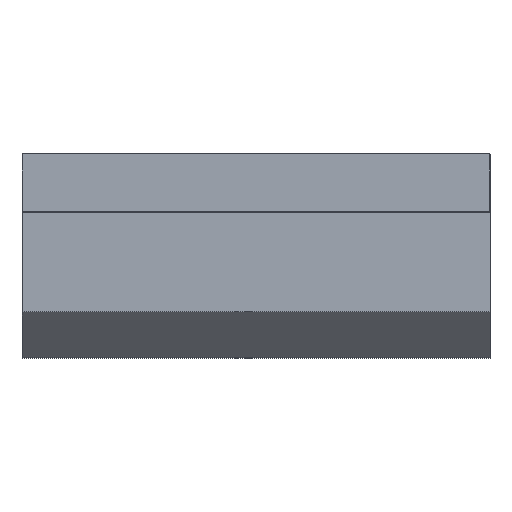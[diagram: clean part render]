
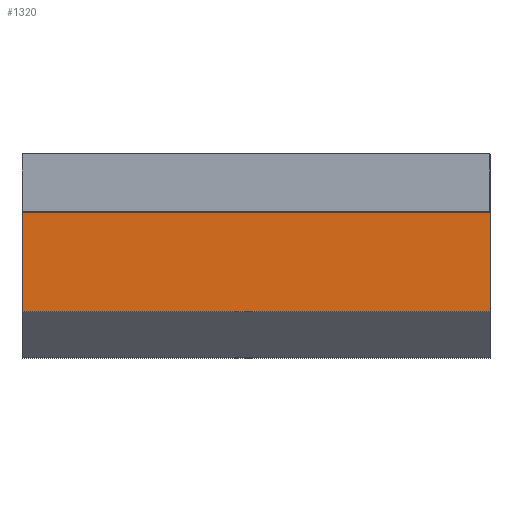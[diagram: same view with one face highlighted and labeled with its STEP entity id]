
A CAD part, top view. The second image highlights one B-rep face of the part: STEP entity #1320.
In plain terms, the highlighted planar face has unit normal (0, 0, 1).
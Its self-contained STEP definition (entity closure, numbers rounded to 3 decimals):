
#6 = CARTESIAN_POINT ( 'NONE',  ( -2.585, 3.15, 12.875 ) ) ;
#15 = PLANE ( 'NONE',  #1471 ) ;
#29 = EDGE_LOOP ( 'NONE', ( #524, #191, #1262, #1822, #1026, #425, #1761, #1608 ) ) ;
#35 = EDGE_CURVE ( 'NONE', #1359, #1488, #1778, .T. ) ;
#65 = VERTEX_POINT ( 'NONE', #6 ) ;
#89 = VECTOR ( 'NONE', #974, 1000. ) ;
#107 = VERTEX_POINT ( 'NONE', #573 ) ;
#110 = VECTOR ( 'NONE', #451, 1000. ) ;
#137 = VECTOR ( 'NONE', #438, 1000. ) ;
#167 = DIRECTION ( 'NONE',  ( 0., 0., 1. ) ) ;
#191 = ORIENTED_EDGE ( 'NONE', *, *, #412, .T. ) ;
#271 = LINE ( 'NONE', #555, #1470 ) ;
#346 = CARTESIAN_POINT ( 'NONE',  ( 7.655, 1.89, 12.875 ) ) ;
#370 = VERTEX_POINT ( 'NONE', #1371 ) ;
#408 = CARTESIAN_POINT ( 'NONE',  ( -2.585, 3.15, 12.875 ) ) ;
#412 = EDGE_CURVE ( 'NONE', #1766, #1547, #1448, .T. ) ;
#423 = CARTESIAN_POINT ( 'NONE',  ( 2.535, 1.89, 12.875 ) ) ;
#425 = ORIENTED_EDGE ( 'NONE', *, *, #35, .F. ) ;
#438 = DIRECTION ( 'NONE',  ( 1., 0., 0. ) ) ;
#451 = DIRECTION ( 'NONE',  ( 0., 1., 0. ) ) ;
#464 = LINE ( 'NONE', #1555, #89 ) ;
#515 = CARTESIAN_POINT ( 'NONE',  ( 7.665, -0.295, 12.875 ) ) ;
#524 = ORIENTED_EDGE ( 'NONE', *, *, #1143, .F. ) ;
#527 = EDGE_CURVE ( 'NONE', #107, #370, #837, .T. ) ;
#555 = CARTESIAN_POINT ( 'NONE',  ( 7.655, 1.432, 12.875 ) ) ;
#558 = EDGE_CURVE ( 'NONE', #1622, #1359, #464, .T. ) ;
#573 = CARTESIAN_POINT ( 'NONE',  ( 7.655, 3.15, 12.875 ) ) ;
#612 = VECTOR ( 'NONE', #1713, 1000. ) ;
#684 = VECTOR ( 'NONE', #1192, 1000. ) ;
#693 = EDGE_CURVE ( 'NONE', #1488, #107, #271, .T. ) ;
#754 = EDGE_CURVE ( 'NONE', #65, #1622, #1693, .T. ) ;
#837 = LINE ( 'NONE', #408, #1271 ) ;
#849 = DIRECTION ( 'NONE',  ( 0., 1., 0. ) ) ;
#974 = DIRECTION ( 'NONE',  ( 0., -1., 0. ) ) ;
#1004 = CARTESIAN_POINT ( 'NONE',  ( -2.585, 3.15, 12.875 ) ) ;
#1019 = LINE ( 'NONE', #1312, #110 ) ;
#1026 = ORIENTED_EDGE ( 'NONE', *, *, #693, .F. ) ;
#1070 = VECTOR ( 'NONE', #1103, 1000. ) ;
#1101 = CARTESIAN_POINT ( 'NONE',  ( -2.585, -0.295, 12.875 ) ) ;
#1103 = DIRECTION ( 'NONE',  ( 1., 0., 0. ) ) ;
#1143 = EDGE_CURVE ( 'NONE', #1766, #65, #1528, .T. ) ;
#1192 = DIRECTION ( 'NONE',  ( 0., 1., 0. ) ) ;
#1221 = DIRECTION ( 'NONE',  ( 1., 0., 0. ) ) ;
#1262 = ORIENTED_EDGE ( 'NONE', *, *, #1299, .T. ) ;
#1271 = VECTOR ( 'NONE', #1686, 1000. ) ;
#1299 = EDGE_CURVE ( 'NONE', #1547, #370, #1019, .T. ) ;
#1312 = CARTESIAN_POINT ( 'NONE',  ( 7.665, -0.295, 12.875 ) ) ;
#1320 = ADVANCED_FACE ( 'NONE', ( #1487 ), #15, .T. ) ;
#1359 = VERTEX_POINT ( 'NONE', #1736 ) ;
#1371 = CARTESIAN_POINT ( 'NONE',  ( 7.665, 3.15, 12.875 ) ) ;
#1448 = LINE ( 'NONE', #1817, #1070 ) ;
#1470 = VECTOR ( 'NONE', #849, 1000. ) ;
#1471 = AXIS2_PLACEMENT_3D ( 'NONE', #1639, #167, #1221 ) ;
#1478 = CARTESIAN_POINT ( 'NONE',  ( -2.585, -0.295, 12.875 ) ) ;
#1487 = FACE_OUTER_BOUND ( 'NONE', #29, .T. ) ;
#1488 = VERTEX_POINT ( 'NONE', #346 ) ;
#1528 = LINE ( 'NONE', #1478, #684 ) ;
#1547 = VERTEX_POINT ( 'NONE', #515 ) ;
#1552 = CARTESIAN_POINT ( 'NONE',  ( -2.575, 3.15, 12.875 ) ) ;
#1555 = CARTESIAN_POINT ( 'NONE',  ( -2.575, 0.797, 12.875 ) ) ;
#1608 = ORIENTED_EDGE ( 'NONE', *, *, #754, .F. ) ;
#1622 = VERTEX_POINT ( 'NONE', #1552 ) ;
#1639 = CARTESIAN_POINT ( 'NONE',  ( -2.585, -0.295, 12.875 ) ) ;
#1686 = DIRECTION ( 'NONE',  ( 1., 0., 0. ) ) ;
#1693 = LINE ( 'NONE', #1004, #137 ) ;
#1713 = DIRECTION ( 'NONE',  ( 1., 0., 0. ) ) ;
#1736 = CARTESIAN_POINT ( 'NONE',  ( -2.575, 1.89, 12.875 ) ) ;
#1761 = ORIENTED_EDGE ( 'NONE', *, *, #558, .F. ) ;
#1766 = VERTEX_POINT ( 'NONE', #1101 ) ;
#1778 = LINE ( 'NONE', #423, #612 ) ;
#1817 = CARTESIAN_POINT ( 'NONE',  ( -2.585, -0.295, 12.875 ) ) ;
#1822 = ORIENTED_EDGE ( 'NONE', *, *, #527, .F. ) ;
